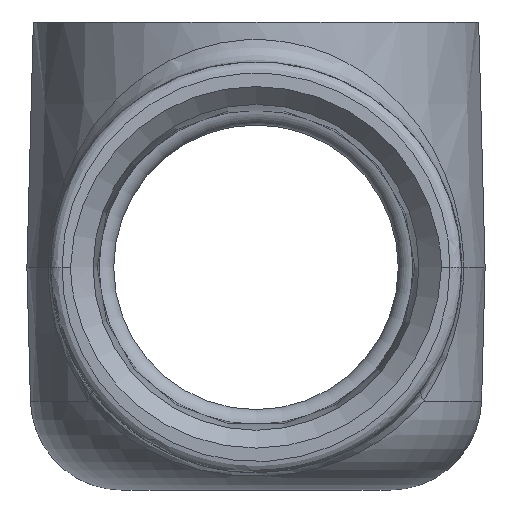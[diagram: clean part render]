
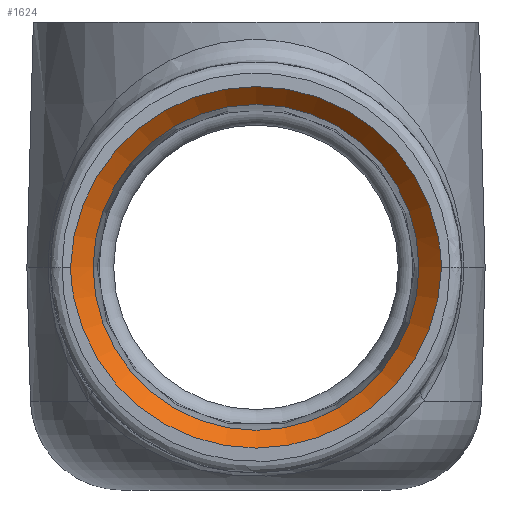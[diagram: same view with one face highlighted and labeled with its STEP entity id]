
A CAD part, left-side view. The second image highlights one B-rep face of the part: STEP entity #1624.
In plain terms, the highlighted conical face has half-angle 45 degrees and reference radius 25.794 mm.
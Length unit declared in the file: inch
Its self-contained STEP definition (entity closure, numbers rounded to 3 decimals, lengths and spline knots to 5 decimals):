
#50=ELLIPSE('',#1736,1.01655,1.01585);
#62=ELLIPSE('',#1783,1.01655,1.01585);
#193=FACE_OUTER_BOUND('',#293,.T.);
#293=EDGE_LOOP('',(#1352,#1353,#1354,#1355,#1356));
#391=LINE('',#5430,#463);
#463=VECTOR('',#2227,1.0155);
#591=CIRCLE('',#1806,0.892);
#690=VERTEX_POINT('',#2702);
#692=VERTEX_POINT('',#2706);
#750=VERTEX_POINT('',#5399);
#869=EDGE_CURVE('',#690,#692,#50,.F.);
#924=EDGE_CURVE('',#692,#690,#62,.F.);
#965=EDGE_CURVE('',#750,#750,#591,.T.);
#979=EDGE_CURVE('',#750,#690,#391,.T.);
#1352=ORIENTED_EDGE('',*,*,#965,.T.);
#1353=ORIENTED_EDGE('',*,*,#979,.T.);
#1354=ORIENTED_EDGE('',*,*,#869,.T.);
#1355=ORIENTED_EDGE('',*,*,#924,.T.);
#1356=ORIENTED_EDGE('',*,*,#979,.F.);
#1561=CONICAL_SURFACE('',#1823,1.0155,0.785);
#1624=ADVANCED_FACE('',(#193),#1561,.F.);
#1736=AXIS2_PLACEMENT_3D('',#2708,#2019,#2020);
#1783=AXIS2_PLACEMENT_3D('',#3545,#2130,#2131);
#1806=AXIS2_PLACEMENT_3D('',#5401,#2189,#2190);
#1823=AXIS2_PLACEMENT_3D('',#5429,#2225,#2226);
#2019=DIRECTION('center_axis',(1.,0.,0.026));
#2020=DIRECTION('ref_axis',(-0.026,0.,1.));
#2130=DIRECTION('center_axis',(1.,0.,-0.026));
#2131=DIRECTION('ref_axis',(-0.026,0.,-1.));
#2189=DIRECTION('center_axis',(1.,0.,0.));
#2190=DIRECTION('ref_axis',(0.,1.,0.));
#2225=DIRECTION('center_axis',(-1.,0.,0.));
#2226=DIRECTION('ref_axis',(0.,-1.,0.));
#2227=DIRECTION('',(-0.707,0.707,0.));
#2702=CARTESIAN_POINT('',(-4.22267,1.0155,0.));
#2706=CARTESIAN_POINT('',(-4.22267,-1.0155,0.));
#2708=CARTESIAN_POINT('Origin',(-4.22336,0.,
0.02661));
#3545=CARTESIAN_POINT('Origin',(-4.22336,0.,
-0.02661));
#5399=CARTESIAN_POINT('',(-4.09917,0.892,0.));
#5401=CARTESIAN_POINT('Origin',(-4.09917,0.,
0.));
#5429=CARTESIAN_POINT('Origin',(-4.22267,0.,
0.));
#5430=CARTESIAN_POINT('',(-4.22267,1.0155,0.));
